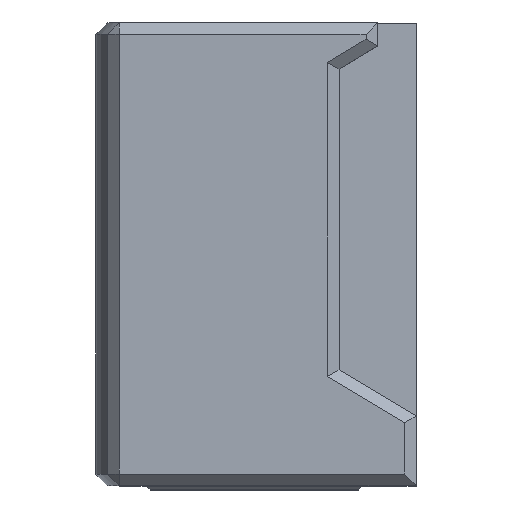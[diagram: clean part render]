
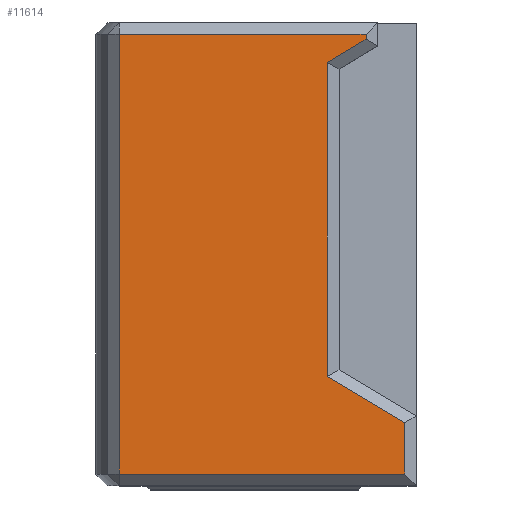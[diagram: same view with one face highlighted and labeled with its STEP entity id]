
A CAD part, top view. The second image highlights one B-rep face of the part: STEP entity #11614.
In plain terms, the highlighted planar face has unit normal (0, 0, 1).
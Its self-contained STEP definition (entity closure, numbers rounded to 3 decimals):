
#225 = EDGE_CURVE ( 'NONE', #14813, #4830, #18270, .T. ) ;
#364 = DIRECTION ( 'NONE',  ( -0.857, 0.514, 0. ) ) ;
#404 = CARTESIAN_POINT ( 'NONE',  ( 28.5, 54.849, 0. ) ) ;
#487 = CARTESIAN_POINT ( 'NONE',  ( 1.5, 1.5, 0. ) ) ;
#625 = VERTEX_POINT ( 'NONE', #9064 ) ;
#942 = DIRECTION ( 'NONE',  ( 0., -1., 0. ) ) ;
#949 = LINE ( 'NONE', #13189, #6975 ) ;
#1762 = EDGE_CURVE ( 'NONE', #15009, #16033, #6221, .T. ) ;
#1798 = CARTESIAN_POINT ( 'NONE',  ( 40., 1.5, 0. ) ) ;
#1938 = LINE ( 'NONE', #9834, #20203 ) ;
#2051 = EDGE_CURVE ( 'NONE', #16033, #625, #949, .T. ) ;
#2972 = EDGE_CURVE ( 'NONE', #19291, #10503, #3811, .T. ) ;
#3198 = CARTESIAN_POINT ( 'NONE',  ( 1.5, 58.5, 0. ) ) ;
#3811 = LINE ( 'NONE', #12105, #5689 ) ;
#4037 = CARTESIAN_POINT ( 'NONE',  ( 28.5, 14.151, 0. ) ) ;
#4312 = VECTOR ( 'NONE', #16269, 1000. ) ;
#4450 = DIRECTION ( 'NONE',  ( 0., 1., 0. ) ) ;
#4830 = VERTEX_POINT ( 'NONE', #4037 ) ;
#5224 = DIRECTION ( 'NONE',  ( 0., 1., 0. ) ) ;
#5238 = DIRECTION ( 'NONE',  ( -1., 0., 0. ) ) ;
#5424 = EDGE_CURVE ( 'NONE', #10503, #14723, #11350, .T. ) ;
#5689 = VECTOR ( 'NONE', #942, 1000. ) ;
#5962 = VECTOR ( 'NONE', #16301, 1000. ) ;
#6093 = EDGE_CURVE ( 'NONE', #4830, #15009, #1938, .T. ) ;
#6184 = VECTOR ( 'NONE', #364, 1000. ) ;
#6221 = LINE ( 'NONE', #17884, #5962 ) ;
#6713 = EDGE_LOOP ( 'NONE', ( #9857, #15025, #18747, #20196, #8932, #8691, #12264, #16041 ) ) ;
#6975 = VECTOR ( 'NONE', #5224, 1000. ) ;
#7984 = AXIS2_PLACEMENT_3D ( 'NONE', #8269, #18069, #5238 ) ;
#8269 = CARTESIAN_POINT ( 'NONE',  ( 0., 60., 0. ) ) ;
#8378 = PLANE ( 'NONE',  #7984 ) ;
#8691 = ORIENTED_EDGE ( 'NONE', *, *, #1762, .T. ) ;
#8932 = ORIENTED_EDGE ( 'NONE', *, *, #6093, .T. ) ;
#9064 = CARTESIAN_POINT ( 'NONE',  ( 33.5, 58.5, 0. ) ) ;
#9677 = DIRECTION ( 'NONE',  ( 1., 0., 0. ) ) ;
#9736 = DIRECTION ( 'NONE',  ( 0., 1., 0. ) ) ;
#9834 = CARTESIAN_POINT ( 'NONE',  ( 28.5, 60., 0. ) ) ;
#9857 = ORIENTED_EDGE ( 'NONE', *, *, #2972, .T. ) ;
#10379 = LINE ( 'NONE', #16831, #18726 ) ;
#10503 = VERTEX_POINT ( 'NONE', #487 ) ;
#11180 = LINE ( 'NONE', #12892, #4312 ) ;
#11350 = LINE ( 'NONE', #1798, #12738 ) ;
#11614 = ADVANCED_FACE ( 'NONE', ( #13210 ), #8378, .F. ) ;
#12105 = CARTESIAN_POINT ( 'NONE',  ( 1.5, 60., 0. ) ) ;
#12155 = EDGE_CURVE ( 'NONE', #625, #19291, #11180, .T. ) ;
#12264 = ORIENTED_EDGE ( 'NONE', *, *, #2051, .T. ) ;
#12597 = CARTESIAN_POINT ( 'NONE',  ( 33.5, 57.849, 0. ) ) ;
#12738 = VECTOR ( 'NONE', #9677, 1000. ) ;
#12892 = CARTESIAN_POINT ( 'NONE',  ( 0., 58.5, 0. ) ) ;
#13189 = CARTESIAN_POINT ( 'NONE',  ( 33.5, 60., 0. ) ) ;
#13210 = FACE_OUTER_BOUND ( 'NONE', #6713, .T. ) ;
#14310 = CARTESIAN_POINT ( 'NONE',  ( 38.5, 8.151, 0. ) ) ;
#14723 = VERTEX_POINT ( 'NONE', #20036 ) ;
#14788 = CARTESIAN_POINT ( 'NONE',  ( -12.683, 38.861, 0. ) ) ;
#14813 = VERTEX_POINT ( 'NONE', #14310 ) ;
#15009 = VERTEX_POINT ( 'NONE', #404 ) ;
#15025 = ORIENTED_EDGE ( 'NONE', *, *, #5424, .T. ) ;
#16033 = VERTEX_POINT ( 'NONE', #12597 ) ;
#16041 = ORIENTED_EDGE ( 'NONE', *, *, #12155, .T. ) ;
#16269 = DIRECTION ( 'NONE',  ( -1., 0., 0. ) ) ;
#16301 = DIRECTION ( 'NONE',  ( 0.857, 0.514, 0. ) ) ;
#16831 = CARTESIAN_POINT ( 'NONE',  ( 38.5, 60., 0. ) ) ;
#17884 = CARTESIAN_POINT ( 'NONE',  ( 9.816, 43.639, 0. ) ) ;
#18069 = DIRECTION ( 'NONE',  ( 0., 0., -1. ) ) ;
#18270 = LINE ( 'NONE', #14788, #6184 ) ;
#18726 = VECTOR ( 'NONE', #4450, 1000. ) ;
#18747 = ORIENTED_EDGE ( 'NONE', *, *, #20108, .T. ) ;
#19291 = VERTEX_POINT ( 'NONE', #3198 ) ;
#20036 = CARTESIAN_POINT ( 'NONE',  ( 38.5, 1.5, 0. ) ) ;
#20108 = EDGE_CURVE ( 'NONE', #14723, #14813, #10379, .T. ) ;
#20196 = ORIENTED_EDGE ( 'NONE', *, *, #225, .T. ) ;
#20203 = VECTOR ( 'NONE', #9736, 1000. ) ;
